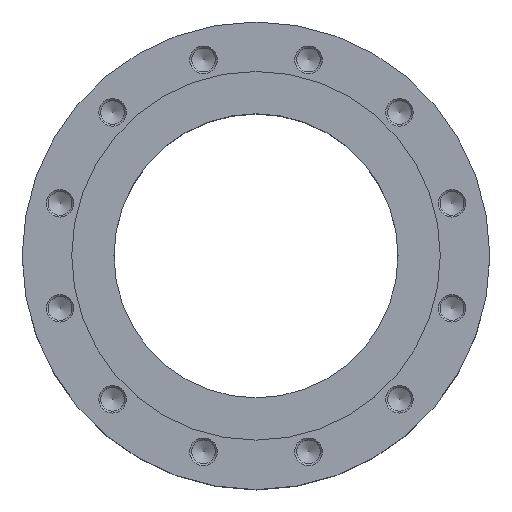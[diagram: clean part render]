
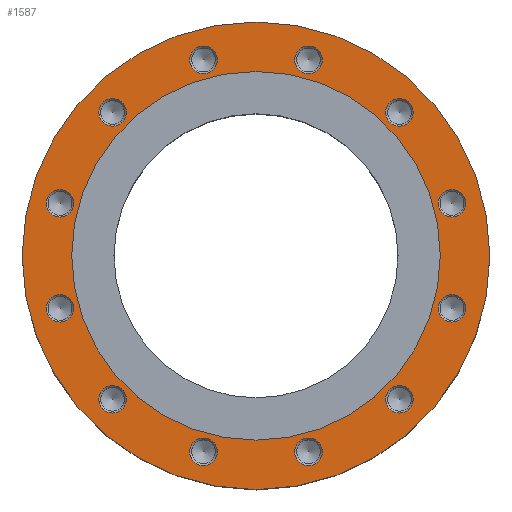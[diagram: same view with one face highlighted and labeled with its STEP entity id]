
A CAD part, top view. The second image highlights one B-rep face of the part: STEP entity #1587.
In plain terms, the highlighted planar face has unit normal (0, 0, 1).
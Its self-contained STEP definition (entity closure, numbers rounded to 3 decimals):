
#164=ORIENTED_EDGE('',*,*,#325,.T.);
#165=ORIENTED_EDGE('',*,*,#326,.T.);
#166=ORIENTED_EDGE('',*,*,#327,.T.);
#167=ORIENTED_EDGE('',*,*,#328,.T.);
#168=ORIENTED_EDGE('',*,*,#329,.T.);
#169=ORIENTED_EDGE('',*,*,#330,.T.);
#170=ORIENTED_EDGE('',*,*,#331,.T.);
#171=ORIENTED_EDGE('',*,*,#332,.T.);
#172=ORIENTED_EDGE('',*,*,#333,.T.);
#173=ORIENTED_EDGE('',*,*,#334,.T.);
#174=ORIENTED_EDGE('',*,*,#335,.T.);
#175=ORIENTED_EDGE('',*,*,#336,.T.);
#176=ORIENTED_EDGE('',*,*,#337,.T.);
#177=ORIENTED_EDGE('',*,*,#324,.F.);
#324=EDGE_CURVE('',#411,#411,#522,.T.);
#325=EDGE_CURVE('',#412,#412,#523,.T.);
#326=EDGE_CURVE('',#413,#413,#524,.T.);
#327=EDGE_CURVE('',#414,#414,#525,.T.);
#328=EDGE_CURVE('',#415,#415,#526,.T.);
#329=EDGE_CURVE('',#416,#416,#527,.T.);
#330=EDGE_CURVE('',#417,#417,#528,.T.);
#331=EDGE_CURVE('',#418,#418,#529,.T.);
#332=EDGE_CURVE('',#419,#419,#530,.T.);
#333=EDGE_CURVE('',#420,#420,#531,.T.);
#334=EDGE_CURVE('',#421,#421,#532,.T.);
#335=EDGE_CURVE('',#422,#422,#533,.T.);
#336=EDGE_CURVE('',#423,#423,#534,.T.);
#337=EDGE_CURVE('',#424,#424,#535,.T.);
#411=VERTEX_POINT('',#2257);
#412=VERTEX_POINT('',#2260);
#413=VERTEX_POINT('',#2262);
#414=VERTEX_POINT('',#2264);
#415=VERTEX_POINT('',#2266);
#416=VERTEX_POINT('',#2268);
#417=VERTEX_POINT('',#2270);
#418=VERTEX_POINT('',#2272);
#419=VERTEX_POINT('',#2274);
#420=VERTEX_POINT('',#2276);
#421=VERTEX_POINT('',#2278);
#422=VERTEX_POINT('',#2280);
#423=VERTEX_POINT('',#2282);
#424=VERTEX_POINT('',#2284);
#522=CIRCLE('',#1705,170.);
#523=CIRCLE('',#1707,134.);
#524=CIRCLE('',#1708,10.);
#525=CIRCLE('',#1709,10.);
#526=CIRCLE('',#1710,10.);
#527=CIRCLE('',#1711,10.);
#528=CIRCLE('',#1712,10.);
#529=CIRCLE('',#1713,10.);
#530=CIRCLE('',#1714,10.);
#531=CIRCLE('',#1715,10.);
#532=CIRCLE('',#1716,10.);
#533=CIRCLE('',#1717,10.);
#534=CIRCLE('',#1718,10.);
#535=CIRCLE('',#1719,10.);
#623=EDGE_LOOP('',(#164));
#624=EDGE_LOOP('',(#165));
#625=EDGE_LOOP('',(#166));
#626=EDGE_LOOP('',(#167));
#627=EDGE_LOOP('',(#168));
#628=EDGE_LOOP('',(#169));
#629=EDGE_LOOP('',(#170));
#630=EDGE_LOOP('',(#171));
#631=EDGE_LOOP('',(#172));
#632=EDGE_LOOP('',(#173));
#633=EDGE_LOOP('',(#174));
#634=EDGE_LOOP('',(#175));
#635=EDGE_LOOP('',(#176));
#636=EDGE_LOOP('',(#177));
#797=FACE_BOUND('',#623,.T.);
#798=FACE_BOUND('',#624,.T.);
#799=FACE_BOUND('',#625,.T.);
#800=FACE_BOUND('',#626,.T.);
#801=FACE_BOUND('',#627,.T.);
#802=FACE_BOUND('',#628,.T.);
#803=FACE_BOUND('',#629,.T.);
#804=FACE_BOUND('',#630,.T.);
#805=FACE_BOUND('',#631,.T.);
#806=FACE_BOUND('',#632,.T.);
#807=FACE_BOUND('',#633,.T.);
#808=FACE_BOUND('',#634,.T.);
#809=FACE_BOUND('',#635,.T.);
#810=FACE_BOUND('',#636,.T.);
#962=PLANE('',#1706);
#1587=ADVANCED_FACE('',(#797,#798,#799,#800,#801,#802,#803,#804,#805,#806,
#807,#808,#809,#810),#962,.T.);
#1705=AXIS2_PLACEMENT_3D('',#2256,#1921,#1922);
#1706=AXIS2_PLACEMENT_3D('',#2258,#1923,#1924);
#1707=AXIS2_PLACEMENT_3D('',#2259,#1925,#1926);
#1708=AXIS2_PLACEMENT_3D('',#2261,#1927,#1928);
#1709=AXIS2_PLACEMENT_3D('',#2263,#1929,#1930);
#1710=AXIS2_PLACEMENT_3D('',#2265,#1931,#1932);
#1711=AXIS2_PLACEMENT_3D('',#2267,#1933,#1934);
#1712=AXIS2_PLACEMENT_3D('',#2269,#1935,#1936);
#1713=AXIS2_PLACEMENT_3D('',#2271,#1937,#1938);
#1714=AXIS2_PLACEMENT_3D('',#2273,#1939,#1940);
#1715=AXIS2_PLACEMENT_3D('',#2275,#1941,#1942);
#1716=AXIS2_PLACEMENT_3D('',#2277,#1943,#1944);
#1717=AXIS2_PLACEMENT_3D('',#2279,#1945,#1946);
#1718=AXIS2_PLACEMENT_3D('',#2281,#1947,#1948);
#1719=AXIS2_PLACEMENT_3D('',#2283,#1949,#1950);
#1921=DIRECTION('',(0.,0.,-1.));
#1922=DIRECTION('',(-1.,0.,0.));
#1923=DIRECTION('',(0.,0.,1.));
#1924=DIRECTION('',(1.,0.,0.));
#1925=DIRECTION('',(0.,0.,-1.));
#1926=DIRECTION('',(-1.,0.,0.));
#1927=DIRECTION('',(0.,0.,-1.));
#1928=DIRECTION('',(-1.,0.,0.));
#1929=DIRECTION('',(0.,0.,-1.));
#1930=DIRECTION('',(-1.,0.,0.));
#1931=DIRECTION('',(0.,0.,-1.));
#1932=DIRECTION('',(-1.,0.,0.));
#1933=DIRECTION('',(0.,0.,-1.));
#1934=DIRECTION('',(-1.,0.,0.));
#1935=DIRECTION('',(0.,0.,-1.));
#1936=DIRECTION('',(-1.,0.,0.));
#1937=DIRECTION('',(0.,0.,-1.));
#1938=DIRECTION('',(-1.,0.,0.));
#1939=DIRECTION('',(0.,0.,-1.));
#1940=DIRECTION('',(-1.,0.,0.));
#1941=DIRECTION('',(0.,0.,-1.));
#1942=DIRECTION('',(-1.,0.,0.));
#1943=DIRECTION('',(0.,0.,-1.));
#1944=DIRECTION('',(-1.,0.,0.));
#1945=DIRECTION('',(0.,0.,-1.));
#1946=DIRECTION('',(-1.,0.,0.));
#1947=DIRECTION('',(0.,0.,-1.));
#1948=DIRECTION('',(-1.,0.,0.));
#1949=DIRECTION('',(0.,0.,-1.));
#1950=DIRECTION('',(-1.,0.,0.));
#2256=CARTESIAN_POINT('',(0.,0.,-2.));
#2257=CARTESIAN_POINT('',(-170.,0.,-2.));
#2258=CARTESIAN_POINT('',(0.,170.,-2.));
#2259=CARTESIAN_POINT('',(0.,0.,-2.));
#2260=CARTESIAN_POINT('',(-134.,0.,-2.));
#2261=CARTESIAN_POINT('',(-38.176,142.474,-2.));
#2262=CARTESIAN_POINT('',(-48.176,142.474,-2.));
#2263=CARTESIAN_POINT('',(104.298,104.298,-2.));
#2264=CARTESIAN_POINT('',(94.298,104.298,-2.));
#2265=CARTESIAN_POINT('',(142.474,38.176,-2.));
#2266=CARTESIAN_POINT('',(132.474,38.176,-2.));
#2267=CARTESIAN_POINT('',(142.474,-38.176,-2.));
#2268=CARTESIAN_POINT('',(132.474,-38.176,-2.));
#2269=CARTESIAN_POINT('',(104.298,-104.298,-2.));
#2270=CARTESIAN_POINT('',(94.298,-104.298,-2.));
#2271=CARTESIAN_POINT('',(38.176,-142.474,-2.));
#2272=CARTESIAN_POINT('',(28.176,-142.474,-2.));
#2273=CARTESIAN_POINT('',(-38.176,-142.474,-2.));
#2274=CARTESIAN_POINT('',(-48.176,-142.474,-2.));
#2275=CARTESIAN_POINT('',(-104.298,-104.298,-2.));
#2276=CARTESIAN_POINT('',(-114.298,-104.298,-2.));
#2277=CARTESIAN_POINT('',(-142.474,-38.176,-2.));
#2278=CARTESIAN_POINT('',(-152.474,-38.176,-2.));
#2279=CARTESIAN_POINT('',(-142.474,38.176,-2.));
#2280=CARTESIAN_POINT('',(-152.474,38.176,-2.));
#2281=CARTESIAN_POINT('',(-104.298,104.298,-2.));
#2282=CARTESIAN_POINT('',(-114.298,104.298,-2.));
#2283=CARTESIAN_POINT('',(38.176,142.474,-2.));
#2284=CARTESIAN_POINT('',(28.176,142.474,-2.));
